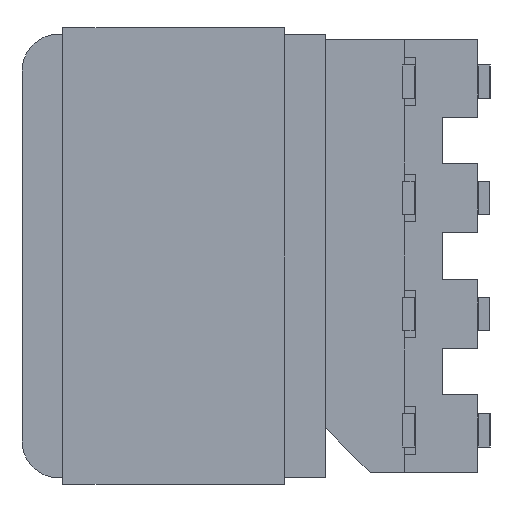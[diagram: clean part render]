
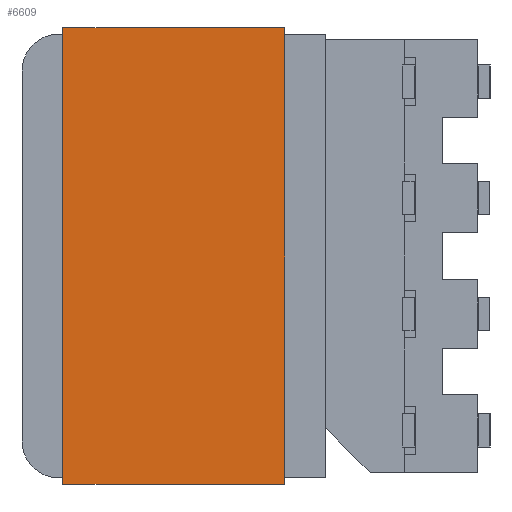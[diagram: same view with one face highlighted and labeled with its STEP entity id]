
A CAD part, left-side view. The second image highlights one B-rep face of the part: STEP entity #6609.
In plain terms, the highlighted planar face has unit normal (-1, 0, 0).
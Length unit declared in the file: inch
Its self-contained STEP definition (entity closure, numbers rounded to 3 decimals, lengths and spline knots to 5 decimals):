
#396 = CARTESIAN_POINT ( 'NONE',  ( -0.00551, 0.00551, -0.187 ) ) ;
#480 = EDGE_CURVE ( 'NONE', #9451, #7286, #6918, .T. ) ;
#679 = CARTESIAN_POINT ( 'NONE',  ( -0.00551, -0.37953, -0.187 ) ) ;
#723 = CARTESIAN_POINT ( 'NONE',  ( -0.00551, 0.00551, -0.187 ) ) ;
#929 = ORIENTED_EDGE ( 'NONE', *, *, #2543, .T. ) ;
#1321 = DIRECTION ( 'NONE',  ( 0., -1., 0. ) ) ;
#1798 = AXIS2_PLACEMENT_3D ( 'NONE', #396, #3833, #1321 ) ;
#2392 = LINE ( 'NONE', #679, #9339 ) ;
#2543 = EDGE_CURVE ( 'NONE', #8133, #9825, #2392, .T. ) ;
#2604 = ORIENTED_EDGE ( 'NONE', *, *, #480, .F. ) ;
#2872 = CARTESIAN_POINT ( 'NONE',  ( -0.00551, 0.00551, 0. ) ) ;
#3810 = LINE ( 'NONE', #2872, #9699 ) ;
#3833 = DIRECTION ( 'NONE',  ( -1., 0., 0. ) ) ;
#4283 = LINE ( 'NONE', #8583, #6131 ) ;
#4419 = DIRECTION ( 'NONE',  ( 0., 0., 1. ) ) ;
#4457 = FACE_OUTER_BOUND ( 'NONE', #10246, .T. ) ;
#4658 = EDGE_CURVE ( 'NONE', #9451, #8133, #4283, .T. ) ;
#4713 = VECTOR ( 'NONE', #4419, 39.37008 ) ;
#5128 = ORIENTED_EDGE ( 'NONE', *, *, #4658, .T. ) ;
#5218 = CARTESIAN_POINT ( 'NONE',  ( -0.00551, 0.00551, 0. ) ) ;
#5614 = ORIENTED_EDGE ( 'NONE', *, *, #6688, .F. ) ;
#6131 = VECTOR ( 'NONE', #8508, 39.37008 ) ;
#6351 = CARTESIAN_POINT ( 'NONE',  ( -0.00551, -0.37953, -0.187 ) ) ;
#6609 = ADVANCED_FACE ( 'NONE', ( #4457 ), #10564, .T. ) ;
#6688 = EDGE_CURVE ( 'NONE', #7286, #9825, #3810, .T. ) ;
#6918 = LINE ( 'NONE', #7038, #4713 ) ;
#7038 = CARTESIAN_POINT ( 'NONE',  ( -0.00551, 0.00551, -0.187 ) ) ;
#7199 = CARTESIAN_POINT ( 'NONE',  ( -0.00551, -0.37953, 0. ) ) ;
#7286 = VERTEX_POINT ( 'NONE', #5218 ) ;
#8133 = VERTEX_POINT ( 'NONE', #6351 ) ;
#8508 = DIRECTION ( 'NONE',  ( 0., -1., 0. ) ) ;
#8583 = CARTESIAN_POINT ( 'NONE',  ( -0.00551, 0.00551, -0.187 ) ) ;
#8724 = DIRECTION ( 'NONE',  ( 0., -1., 0. ) ) ;
#8897 = DIRECTION ( 'NONE',  ( 0., 0., 1. ) ) ;
#9339 = VECTOR ( 'NONE', #8897, 39.37008 ) ;
#9451 = VERTEX_POINT ( 'NONE', #723 ) ;
#9699 = VECTOR ( 'NONE', #8724, 39.37008 ) ;
#9825 = VERTEX_POINT ( 'NONE', #7199 ) ;
#10246 = EDGE_LOOP ( 'NONE', ( #5614, #2604, #5128, #929 ) ) ;
#10564 = PLANE ( 'NONE',  #1798 ) ;
